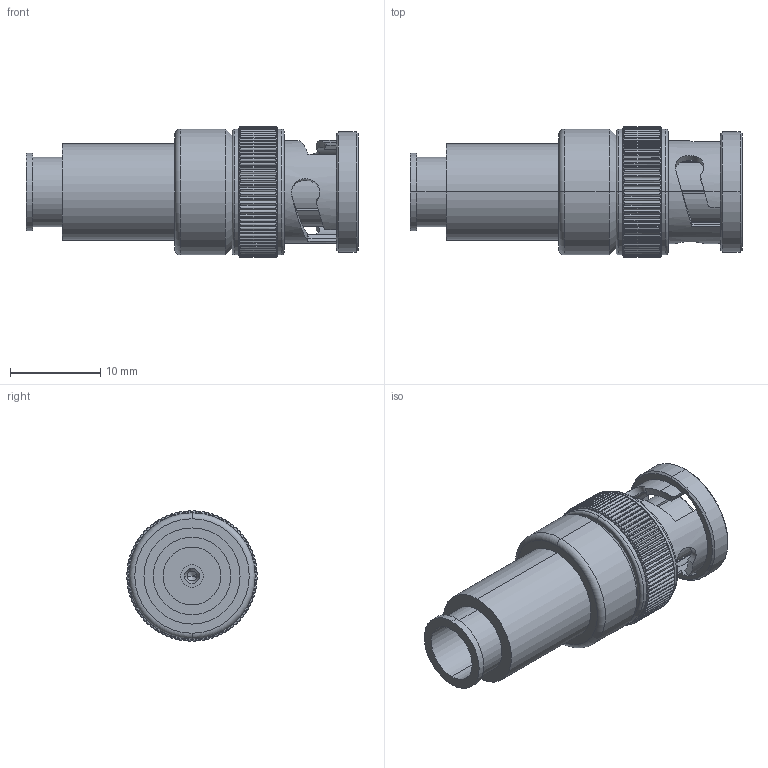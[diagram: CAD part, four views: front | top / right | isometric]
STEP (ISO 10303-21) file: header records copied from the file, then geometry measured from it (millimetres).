
FILE_DESCRIPTION (( 'STEP AP214' ), '1' );
FILE_NAME ('FMCN10-06031-210_3D.step', '2024-06-11T22:26:04', ( '' ), ( '' ), 'SwSTEP 2.0', 'SolidWorks 2022', '' );
FILE_SCHEMA (( 'AUTOMOTIVE_DESIGN' ));
Length unit declared in the file: inch
Products named in the file (4): FMCN10-06031-210_3D; Copy of 10-06031-XXX-MA1^Copy of PE410-06031-210_FMCN10-06031-210; Copy of 10-06031-XXX-MA3^Copy of PE410-06031-210_FMCN10-06031-210; Copy of PE410-06031-210^FMCN10-06031-210
Assembly tree (3 placements, depth 3):
  FMCN10-06031-210_3D
    Copy of PE410-06031-210^FMCN10-06031-210
      Copy of 10-06031-XXX-MA1^Copy of PE410-06031-210_FMCN10-06031-210
      Copy of 10-06031-XXX-MA3^Copy of PE410-06031-210_FMCN10-06031-210
Bounding box: 36.83 x 14.49 x 14.49 mm (x, y, z)
Volume: 3211.8 mm3; surface area: 3142.6 mm2
Topology: 2 solids, 2 shells, 671 faces, 1939 edges, 1280 vertices
Faces by surface type: cylinder 371, torus 196, plane 67, cone 22, bspline 15
Entity records: 25632 total; most frequent: CARTESIAN_POINT 7946, ORIENTED_EDGE 3874, DIRECTION 3630, EDGE_CURVE 1937, AXIS2_PLACEMENT_3D 1563, VERTEX_POINT 1280, CIRCLE 900, EDGE_LOOP 691
